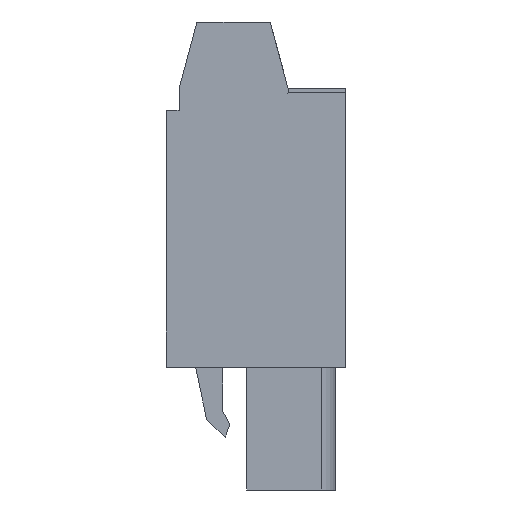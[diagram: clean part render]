
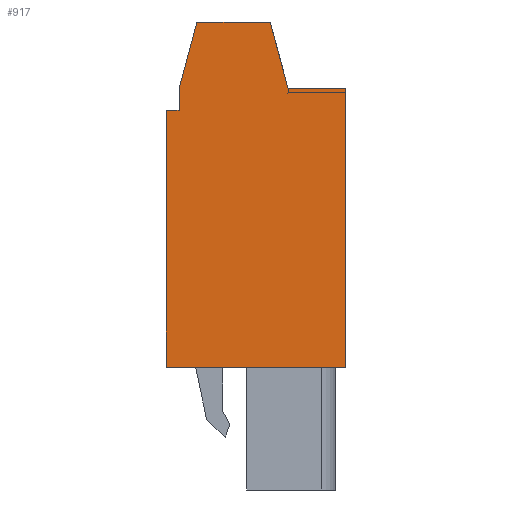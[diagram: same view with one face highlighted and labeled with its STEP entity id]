
A CAD part, left-side view. The second image highlights one B-rep face of the part: STEP entity #917.
In plain terms, the highlighted planar face has unit normal (-1, 0, 0).
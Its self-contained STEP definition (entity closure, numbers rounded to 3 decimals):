
#857=AXIS2_PLACEMENT_3D('Plane Axis2P3D',#854,#855,#856) ;
#49=CARTESIAN_POINT('Vertex',(0.,12.2,25.8)) ;
#52=CARTESIAN_POINT('Line Origine',(0.,11.763,25.8)) ;
#56=CARTESIAN_POINT('Vertex',(0.,11.325,25.8)) ;
#741=CARTESIAN_POINT('Line Origine',(0.,11.325,26.55)) ;
#745=CARTESIAN_POINT('Vertex',(0.,11.325,27.3)) ;
#854=CARTESIAN_POINT('Axis2P3D Location',(0.,-0.45,0.)) ;
#859=CARTESIAN_POINT('Line Origine',(0.,6.1,8.35)) ;
#863=CARTESIAN_POINT('Vertex',(0.,12.2,8.35)) ;
#865=CARTESIAN_POINT('Vertex',(0.,0.,8.35)) ;
#868=CARTESIAN_POINT('Line Origine',(0.,0.,17.825)) ;
#872=CARTESIAN_POINT('Vertex',(0.,0.,27.3)) ;
#875=CARTESIAN_POINT('Line Origine',(0.,1.963,27.3)) ;
#879=CARTESIAN_POINT('Vertex',(0.,3.925,27.3)) ;
#882=CARTESIAN_POINT('Line Origine',(0.,4.528,29.55)) ;
#886=CARTESIAN_POINT('Vertex',(0.,5.131,31.8)) ;
#889=CARTESIAN_POINT('Line Origine',(0.,7.625,31.8)) ;
#893=CARTESIAN_POINT('Vertex',(0.,10.119,31.8)) ;
#896=CARTESIAN_POINT('Line Origine',(0.,10.722,29.55)) ;
#901=CARTESIAN_POINT('Line Origine',(0.,12.2,17.075)) ;
#53=DIRECTION('Vector Direction',(0.,1.,0.)) ;
#742=DIRECTION('Vector Direction',(0.,0.,-1.)) ;
#855=DIRECTION('Axis2P3D Direction',(-1.,0.,0.)) ;
#856=DIRECTION('Axis2P3D XDirection',(0.,0.,1.)) ;
#860=DIRECTION('Vector Direction',(0.,-1.,0.)) ;
#869=DIRECTION('Vector Direction',(0.,0.,1.)) ;
#876=DIRECTION('Vector Direction',(0.,1.,0.)) ;
#883=DIRECTION('Vector Direction',(0.,0.259,0.966)) ;
#890=DIRECTION('Vector Direction',(0.,1.,0.)) ;
#897=DIRECTION('Vector Direction',(0.,0.259,-0.966)) ;
#902=DIRECTION('Vector Direction',(0.,0.,-1.)) ;
#54=VECTOR('Line Direction',#53,1.) ;
#743=VECTOR('Line Direction',#742,1.) ;
#861=VECTOR('Line Direction',#860,1.) ;
#870=VECTOR('Line Direction',#869,1.) ;
#877=VECTOR('Line Direction',#876,1.) ;
#884=VECTOR('Line Direction',#883,1.) ;
#891=VECTOR('Line Direction',#890,1.) ;
#898=VECTOR('Line Direction',#897,1.) ;
#903=VECTOR('Line Direction',#902,1.) ;
#907=ORIENTED_EDGE('',*,*,#867,.T.) ;
#908=ORIENTED_EDGE('',*,*,#874,.T.) ;
#909=ORIENTED_EDGE('',*,*,#881,.T.) ;
#910=ORIENTED_EDGE('',*,*,#888,.T.) ;
#911=ORIENTED_EDGE('',*,*,#895,.T.) ;
#912=ORIENTED_EDGE('',*,*,#900,.T.) ;
#913=ORIENTED_EDGE('',*,*,#747,.T.) ;
#914=ORIENTED_EDGE('',*,*,#58,.T.) ;
#915=ORIENTED_EDGE('',*,*,#905,.T.) ;
#917=ADVANCED_FACE('HOUSING',(#916),#858,.T.) ;
#58=EDGE_CURVE('',#57,#50,#55,.T.) ;
#747=EDGE_CURVE('',#746,#57,#744,.T.) ;
#867=EDGE_CURVE('',#864,#866,#862,.T.) ;
#874=EDGE_CURVE('',#866,#873,#871,.T.) ;
#881=EDGE_CURVE('',#873,#880,#878,.T.) ;
#888=EDGE_CURVE('',#880,#887,#885,.T.) ;
#895=EDGE_CURVE('',#887,#894,#892,.T.) ;
#900=EDGE_CURVE('',#894,#746,#899,.T.) ;
#905=EDGE_CURVE('',#50,#864,#904,.T.) ;
#906=EDGE_LOOP('',(#907,#908,#909,#910,#911,#912,#913,#914,#915)) ;
#916=FACE_OUTER_BOUND('',#906,.T.) ;
#55=LINE('Line',#52,#54) ;
#744=LINE('Line',#741,#743) ;
#862=LINE('Line',#859,#861) ;
#871=LINE('Line',#868,#870) ;
#878=LINE('Line',#875,#877) ;
#885=LINE('Line',#882,#884) ;
#892=LINE('Line',#889,#891) ;
#899=LINE('Line',#896,#898) ;
#904=LINE('Line',#901,#903) ;
#858=PLANE('',#857) ;
#50=VERTEX_POINT('',#49) ;
#57=VERTEX_POINT('',#56) ;
#746=VERTEX_POINT('',#745) ;
#864=VERTEX_POINT('',#863) ;
#866=VERTEX_POINT('',#865) ;
#873=VERTEX_POINT('',#872) ;
#880=VERTEX_POINT('',#879) ;
#887=VERTEX_POINT('',#886) ;
#894=VERTEX_POINT('',#893) ;
